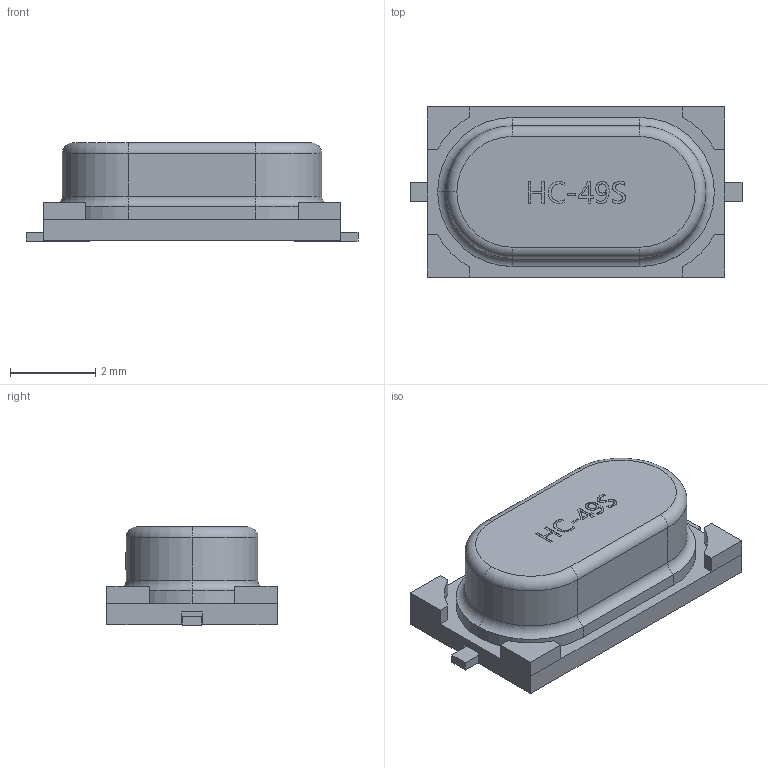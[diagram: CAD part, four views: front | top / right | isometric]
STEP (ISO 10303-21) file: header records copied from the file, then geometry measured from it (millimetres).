
FILE_DESCRIPTION (( 'STEP AP214' ), '1' );
FILE_NAME ('HC-49-SMD_L7.0-W4.0-H2.3-LS7.8.step', '2022-06-24T03:50:44', ( '' ), ( '' ), 'SwSTEP 2.0', 'SolidWorks 2020', '' );
FILE_SCHEMA (( 'AUTOMOTIVE_DESIGN' ));
Length unit declared in the file: millimetre
Products named in the file (1): HC-49-SMD_L7.0-W4.0-H2.3-LS7.8
Bounding box: 7.8 x 4 x 2.31 mm (x, y, z)
Volume: 46.3 mm3; surface area: 149.6 mm2
Topology: 8 solids, 8 shells, 435 faces, 1140 edges, 755 vertices
Faces by surface type: plane 268, bspline 147, cylinder 14, torus 6
Entity records: 21155 total; most frequent: CARTESIAN_POINT 6534, ORIENTED_EDGE 2280, DIRECTION 1453, EDGE_CURVE 1140, VECTOR 809, LINE 809, VERTEX_POINT 755, EDGE_LOOP 469
